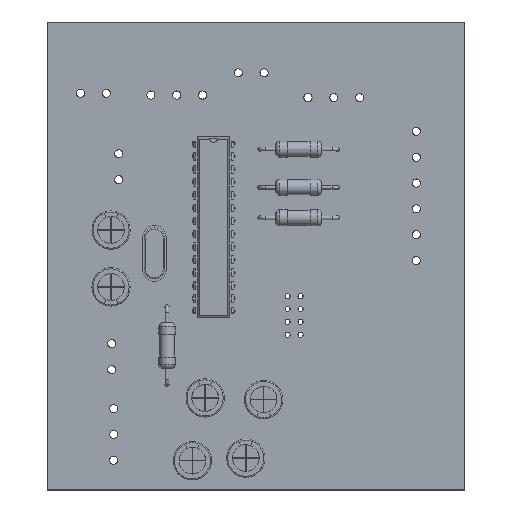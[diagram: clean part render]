
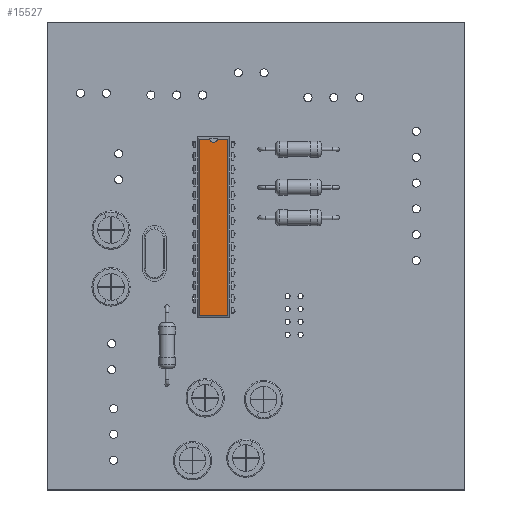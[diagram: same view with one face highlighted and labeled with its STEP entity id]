
A CAD part, top view. The second image highlights one B-rep face of the part: STEP entity #15527.
In plain terms, the highlighted planar face has unit normal (0, 0, 1).
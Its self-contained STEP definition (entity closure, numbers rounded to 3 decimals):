
#9545 = VERTEX_POINT('',#9546);
#9546 = CARTESIAN_POINT('',(6.586,0.871,3.68));
#9551 = EDGE_CURVE('',#9552,#9545,#9554,.T.);
#9552 = VERTEX_POINT('',#9553);
#9553 = CARTESIAN_POINT('',(6.586,-33.891,3.68));
#9554 = LINE('',#9555,#9556);
#9555 = CARTESIAN_POINT('',(6.586,-33.891,3.68));
#9556 = VECTOR('',#9557,1.);
#9557 = DIRECTION('',(0.,1.,0.));
#12311 = VERTEX_POINT('',#12312);
#12312 = CARTESIAN_POINT('',(1.034,0.871,3.68));
#12317 = EDGE_CURVE('',#12318,#12311,#12320,.T.);
#12318 = VERTEX_POINT('',#12319);
#12319 = CARTESIAN_POINT('',(3.064,0.871,3.68));
#12320 = LINE('',#12321,#12322);
#12321 = CARTESIAN_POINT('',(6.586,0.871,3.68));
#12322 = VECTOR('',#12323,1.);
#12323 = DIRECTION('',(-1.,0.,0.));
#12538 = VERTEX_POINT('',#12539);
#12539 = CARTESIAN_POINT('',(4.556,0.871,3.68));
#12643 = EDGE_CURVE('',#9545,#12538,#12644,.T.);
#12644 = LINE('',#12645,#12646);
#12645 = CARTESIAN_POINT('',(6.586,0.871,3.68));
#12646 = VECTOR('',#12647,1.);
#12647 = DIRECTION('',(-1.,0.,0.));
#12757 = VERTEX_POINT('',#12758);
#12758 = CARTESIAN_POINT('',(1.034,-33.891,3.68));
#12763 = EDGE_CURVE('',#12311,#12757,#12764,.T.);
#12764 = LINE('',#12765,#12766);
#12765 = CARTESIAN_POINT('',(1.034,0.871,3.68));
#12766 = VECTOR('',#12767,1.);
#12767 = DIRECTION('',(0.,-1.,0.));
#15516 = EDGE_CURVE('',#12757,#9552,#15517,.T.);
#15517 = LINE('',#15518,#15519);
#15518 = CARTESIAN_POINT('',(1.034,-33.891,3.68));
#15519 = VECTOR('',#15520,1.);
#15520 = DIRECTION('',(1.,0.,0.));
#15527 = ADVANCED_FACE('',(#15528),#15551,.F.);
#15528 = FACE_BOUND('',#15529,.F.);
#15529 = EDGE_LOOP('',(#15530,#15531,#15532,#15533,#15534,#15543,#15550)
  );
#15530 = ORIENTED_EDGE('',*,*,#9551,.F.);
#15531 = ORIENTED_EDGE('',*,*,#15516,.F.);
#15532 = ORIENTED_EDGE('',*,*,#12763,.F.);
#15533 = ORIENTED_EDGE('',*,*,#12317,.F.);
#15534 = ORIENTED_EDGE('',*,*,#15535,.F.);
#15535 = EDGE_CURVE('',#15536,#12318,#15538,.T.);
#15536 = VERTEX_POINT('',#15537);
#15537 = CARTESIAN_POINT('',(3.81,0.196,3.68));
#15538 = CIRCLE('',#15539,0.75);
#15539 = AXIS2_PLACEMENT_3D('',#15540,#15541,#15542);
#15540 = CARTESIAN_POINT('',(3.81,0.946,3.68));
#15541 = DIRECTION('',(0.,-0.,-1.));
#15542 = DIRECTION('',(0.,-1.,0.));
#15543 = ORIENTED_EDGE('',*,*,#15544,.F.);
#15544 = EDGE_CURVE('',#12538,#15536,#15545,.T.);
#15545 = CIRCLE('',#15546,0.75);
#15546 = AXIS2_PLACEMENT_3D('',#15547,#15548,#15549);
#15547 = CARTESIAN_POINT('',(3.81,0.946,3.68));
#15548 = DIRECTION('',(0.,-0.,-1.));
#15549 = DIRECTION('',(0.,-1.,0.));
#15550 = ORIENTED_EDGE('',*,*,#12643,.F.);
#15551 = PLANE('',#15552);
#15552 = AXIS2_PLACEMENT_3D('',#15553,#15554,#15555);
#15553 = CARTESIAN_POINT('',(6.586,-33.891,3.68));
#15554 = DIRECTION('',(-0.,0.,-1.));
#15555 = DIRECTION('',(-0.158,0.987,0.));
